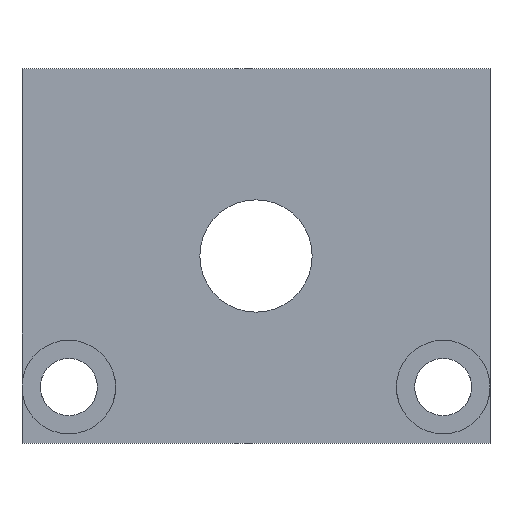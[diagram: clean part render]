
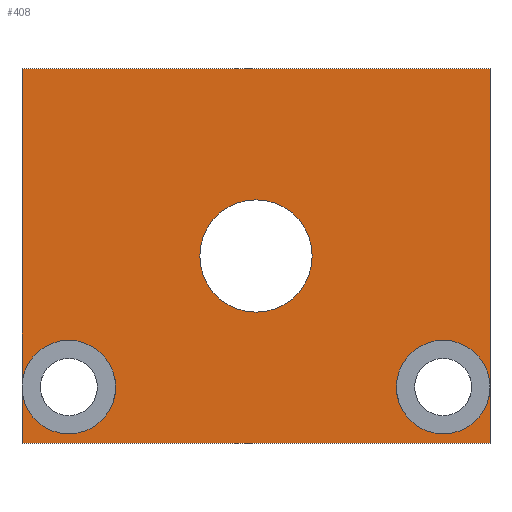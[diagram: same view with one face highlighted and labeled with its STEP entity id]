
A CAD part, front view. The second image highlights one B-rep face of the part: STEP entity #408.
In plain terms, the highlighted planar face has unit normal (0, -1, 0).
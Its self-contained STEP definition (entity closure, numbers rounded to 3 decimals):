
#45=FACE_BOUND('',#90,.T.);
#56=CIRCLE('',#442,5.);
#57=CIRCLE('',#443,5.);
#58=CIRCLE('',#444,5.);
#59=CIRCLE('',#445,6.);
#70=FACE_OUTER_BOUND('',#89,.T.);
#89=EDGE_LOOP('',(#281,#282,#283,#284,#285,#286,#287,#288,#289));
#90=EDGE_LOOP('',(#290));
#120=LINE('',#574,#148);
#121=LINE('',#576,#149);
#123=LINE('',#583,#151);
#124=LINE('',#585,#152);
#125=LINE('',#588,#153);
#126=LINE('',#589,#154);
#148=VECTOR('',#478,10.);
#149=VECTOR('',#479,10.);
#151=VECTOR('',#487,10.);
#152=VECTOR('',#488,10.);
#153=VECTOR('',#491,10.);
#154=VECTOR('',#492,10.);
#176=VERTEX_POINT('',#571);
#177=VERTEX_POINT('',#573);
#178=VERTEX_POINT('',#575);
#179=VERTEX_POINT('',#579);
#180=VERTEX_POINT('',#582);
#181=VERTEX_POINT('',#584);
#182=VERTEX_POINT('',#587);
#183=VERTEX_POINT('',#590);
#217=EDGE_CURVE('',#177,#176,#120,.T.);
#218=EDGE_CURVE('',#178,#177,#121,.T.);
#220=EDGE_CURVE('',#177,#179,#56,.T.);
#221=EDGE_CURVE('',#179,#177,#57,.T.);
#222=EDGE_CURVE('',#180,#176,#123,.T.);
#223=EDGE_CURVE('',#180,#181,#124,.T.);
#224=EDGE_CURVE('',#181,#181,#58,.T.);
#225=EDGE_CURVE('',#181,#182,#125,.T.);
#226=EDGE_CURVE('',#178,#182,#126,.T.);
#227=EDGE_CURVE('',#183,#183,#59,.T.);
#281=ORIENTED_EDGE('',*,*,#218,.T.);
#282=ORIENTED_EDGE('',*,*,#220,.T.);
#283=ORIENTED_EDGE('',*,*,#221,.T.);
#284=ORIENTED_EDGE('',*,*,#217,.T.);
#285=ORIENTED_EDGE('',*,*,#222,.F.);
#286=ORIENTED_EDGE('',*,*,#223,.T.);
#287=ORIENTED_EDGE('',*,*,#224,.T.);
#288=ORIENTED_EDGE('',*,*,#225,.T.);
#289=ORIENTED_EDGE('',*,*,#226,.F.);
#290=ORIENTED_EDGE('',*,*,#227,.T.);
#399=PLANE('',#441);
#408=ADVANCED_FACE('',(#70,#45),#399,.F.);
#441=AXIS2_PLACEMENT_3D('',#578,#481,#482);
#442=AXIS2_PLACEMENT_3D('',#580,#483,#484);
#443=AXIS2_PLACEMENT_3D('',#581,#485,#486);
#444=AXIS2_PLACEMENT_3D('',#586,#489,#490);
#445=AXIS2_PLACEMENT_3D('',#591,#493,#494);
#478=DIRECTION('',(0.,0.,1.));
#479=DIRECTION('',(0.,0.,1.));
#481=DIRECTION('center_axis',(0.,1.,0.));
#482=DIRECTION('ref_axis',(1.,0.,0.));
#483=DIRECTION('center_axis',(0.,1.,0.));
#484=DIRECTION('ref_axis',(1.,0.,0.));
#485=DIRECTION('center_axis',(0.,1.,0.));
#486=DIRECTION('ref_axis',(1.,0.,0.));
#487=DIRECTION('',(1.,0.,0.));
#488=DIRECTION('',(0.,0.,-1.));
#489=DIRECTION('center_axis',(0.,1.,0.));
#490=DIRECTION('ref_axis',(1.,0.,0.));
#491=DIRECTION('',(0.,0.,-1.));
#492=DIRECTION('',(-1.,0.,0.));
#493=DIRECTION('center_axis',(0.,1.,0.));
#494=DIRECTION('ref_axis',(1.,0.,0.));
#571=CARTESIAN_POINT('',(45.,-1.75,0.));
#573=CARTESIAN_POINT('',(45.,-1.75,-34.));
#574=CARTESIAN_POINT('',(45.,-1.75,-30.));
#575=CARTESIAN_POINT('',(45.,-1.75,-40.));
#576=CARTESIAN_POINT('',(45.,-1.75,-30.));
#578=CARTESIAN_POINT('Origin',(20.,-1.75,-20.));
#579=CARTESIAN_POINT('',(35.,-1.75,-34.));
#580=CARTESIAN_POINT('Origin',(40.,-1.75,-34.));
#581=CARTESIAN_POINT('Origin',(40.,-1.75,-34.));
#582=CARTESIAN_POINT('',(-5.,-1.75,0.));
#583=CARTESIAN_POINT('',(40.,-1.75,0.));
#584=CARTESIAN_POINT('',(-5.,-1.75,-34.));
#585=CARTESIAN_POINT('',(-5.,-1.75,-10.));
#586=CARTESIAN_POINT('Origin',(0.,-1.75,-34.));
#587=CARTESIAN_POINT('',(-5.,-1.75,-40.));
#588=CARTESIAN_POINT('',(-5.,-1.75,-10.));
#589=CARTESIAN_POINT('',(0.,-1.75,-40.));
#590=CARTESIAN_POINT('',(14.,-1.75,-20.));
#591=CARTESIAN_POINT('Origin',(20.,-1.75,-20.));
